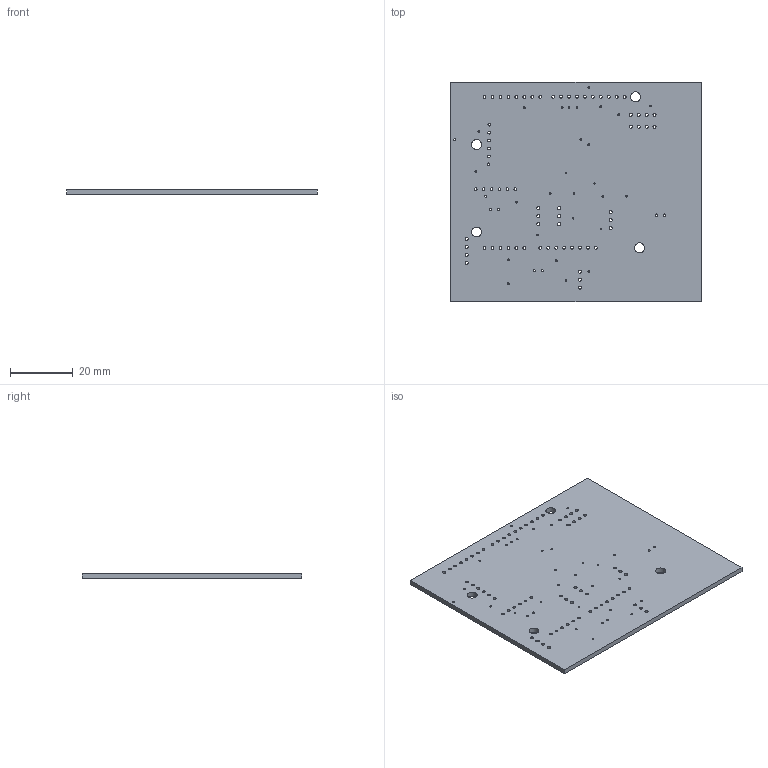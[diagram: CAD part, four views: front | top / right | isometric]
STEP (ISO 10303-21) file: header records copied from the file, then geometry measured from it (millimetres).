
FILE_DESCRIPTION(('for SolidWorks'),'2;1');
FILE_NAME('final project''s upper PCB.step', '2023-09-27T08:29:20',('Mohsen'),(''), 'Open CASCADE STEP processor 6.6','DipTrace','Unknown');
FILE_SCHEMA(('AUTOMOTIVE_DESIGN { 1 0 10303 214 1 1 1 1 }'));
Length unit declared in the file: millimetre
Products named in the file (2): PCB_final_project's_upper_PCB; Board_final_project's_upper_PCB
Bounding box: 80 x 70 x 1.59 mm (x, y, z)
Volume: 8761.4 mm3; surface area: 11985 mm2
Topology: 1 solids, 1 shells, 113 faces, 333 edges, 222 vertices
Faces by surface type: cylinder 107, plane 6
Full cylindrical faces by diameter (mm): 0.4 x1, 0.486 x4, 0.559 x6, 0.6 x18, 0.711 x6, 0.9 x44, 1 x24, 3.175 x4
Entity records: 4366 total; most frequent: DIRECTION 777, CARTESIAN_POINT 670, ORIENTED_EDGE 666, EDGE_CURVE 333, AXIS2_PLACEMENT_3D 329, FACE_BOUND 327, EDGE_LOOP 327, VERTEX_POINT 222
